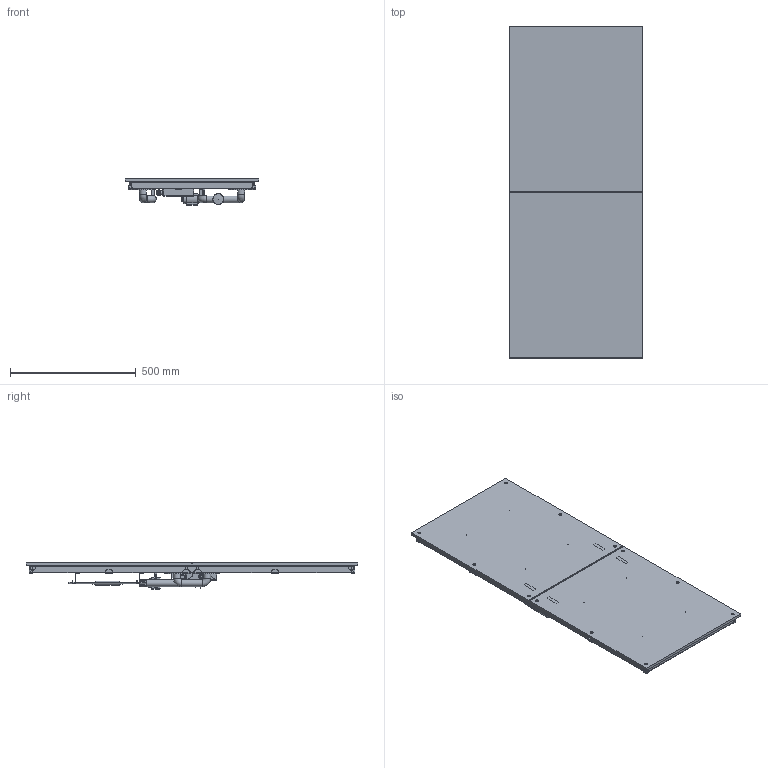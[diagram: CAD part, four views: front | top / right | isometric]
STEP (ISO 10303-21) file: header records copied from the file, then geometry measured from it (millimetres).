
FILE_DESCRIPTION(/* description */ ('This is a sample STEP configuration'),/* implementation_level */ '2;1');
FILE_NAME(/* name */ '10460000_A.stp',/* time_stamp */ '2021-05-27T13:54:42+02:00',/* author */ ('powerJobs'),/* organization */ ('coolOrange'),/* preprocessor_version */ 'ST-DEVELOPER v18.1',/* originating_system */ 'Autodesk Inventor 2021',/* authorisation */ '');
FILE_SCHEMA (('AUTOMOTIVE_DESIGN { 1 0 10303 214 3 1 1 }'));
Products named in the file (1): ENG-00003407
Bounding box: 530 x 1320 x 103.68 mm (x, y, z)
Volume: 26487336.8 mm3; surface area: 2004371.3 mm2
Topology: 2 solids, 111 shells, 5180 faces, 14078 edges, 9134 vertices
Faces by surface type: plane 3247, cylinder 1237, torus 238, cone 219, bspline 211, sphere 28
Full cylindrical faces by diameter (mm): 2.3 x15, 2.459 x8, 2.5 x3, 3 x14, 3.242 x4, 3.25 x8, 3.5 x8, 4 x17, 4.134 x9, 4.2 x4, 5 x32, 5.2 x1, 5.5 x6, 5.54 x8, 6 x12, 6.2 x2, 6.5 x1, 7 x3, 8 x12, 8.2 x2, 9.35 x2, 9.5 x7, 10 x14, 11 x3, 12 x1, 12.2 x1, 14 x1, 14.16 x3, 15 x4, 16 x3
Entity records: 177779 total; most frequent: CARTESIAN_POINT 41689, ORIENTED_EDGE 28090, DIRECTION 26462, EDGE_CURVE 14045, VERTEX_POINT 9134, AXIS2_PLACEMENT_3D 8825, LINE 8812, VECTOR 8812
